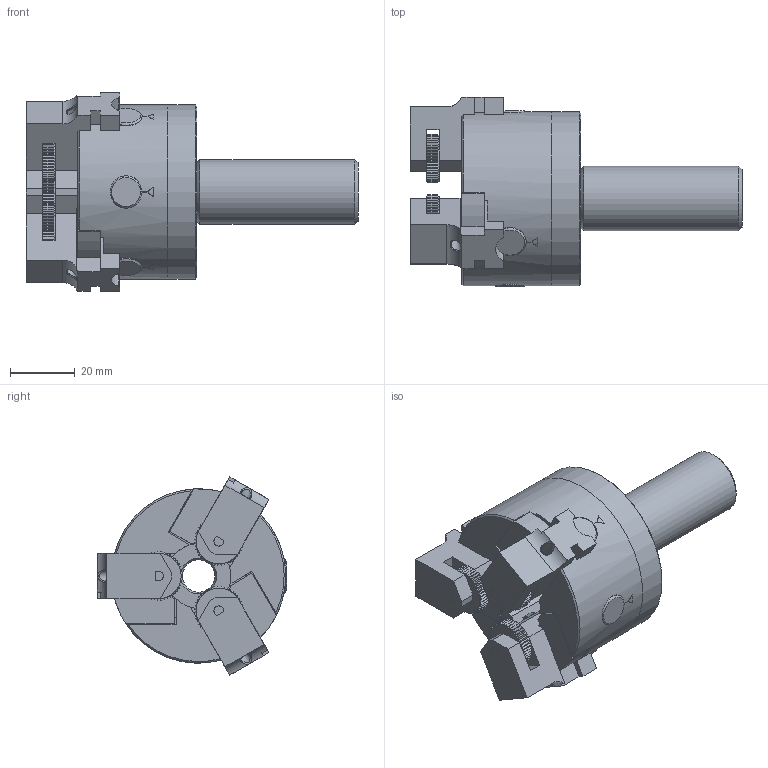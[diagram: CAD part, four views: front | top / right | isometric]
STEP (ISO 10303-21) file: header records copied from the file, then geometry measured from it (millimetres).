
FILE_DESCRIPTION(/* description */ (''),/* implementation_level */ '2;1');
FILE_NAME(/* name */ '32000072.stp',/* time_stamp */ '2022-02-17T11:44:53+01:00',/* author */ ('bueker'),/* organization */ (''),/* preprocessor_version */ 'ST-DEVELOPER v18.1',/* originating_system */ 'Autodesk Inventor 2022',/* authorisation */ '');
FILE_SCHEMA (('AUTOMOTIVE_DESIGN { 1 0 10303 214 3 1 1 }'));
Length unit declared in the file: millimetre
Products named in the file (5): 32000406; C693-Körper; Schaft Ø20; Backe formen; 41000321-B-GELB
Assembly tree (8 placements, depth 2):
  32000406
    C693-Körper
    Schaft Ø20
    Backe formen  x3
    41000321-B-GELB  x3
Bounding box: 102.9 x 58.74 x 61.44 mm (x, y, z)
Volume: 101777.7 mm3; surface area: 36957.5 mm2
Topology: 11 solids, 11 shells, 1059 faces, 2484 edges, 1445 vertices
Faces by surface type: plane 493, cone 332, cylinder 219, bspline 15
Full cylindrical faces by diameter (mm): 2.459 x3, 3 x3, 3.2 x3, 4 x6, 5.7 x3, 8.5 x3, 10 x1, 20 x2, 30 x1, 54 x2
Entity records: 16188 total; most frequent: CARTESIAN_POINT 4898, ORIENTED_EDGE 2322, DIRECTION 2270, EDGE_CURVE 1161, AXIS2_PLACEMENT_3D 892, VERTEX_POINT 697, EDGE_LOOP 500, LINE 486
